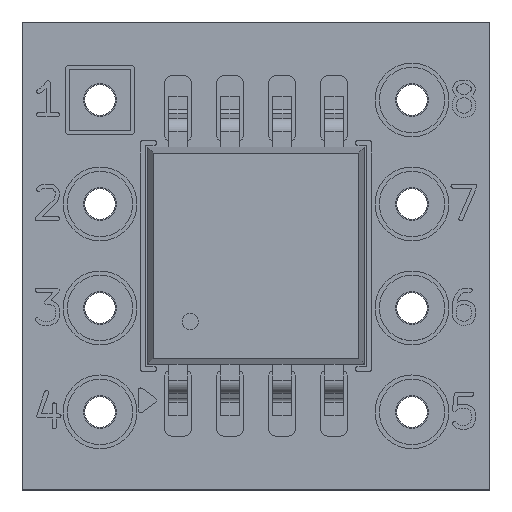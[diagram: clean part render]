
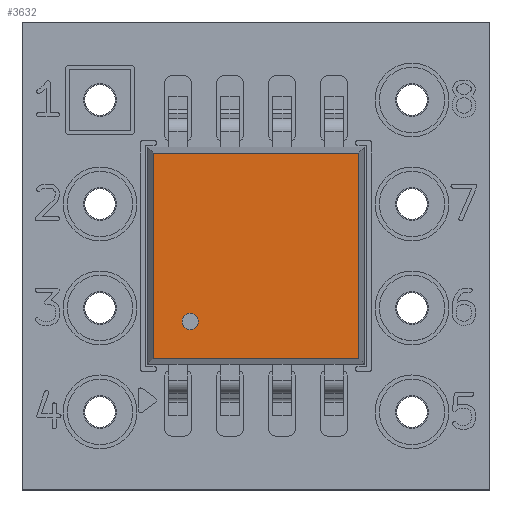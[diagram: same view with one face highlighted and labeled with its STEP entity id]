
A CAD part, top view. The second image highlights one B-rep face of the part: STEP entity #3632.
In plain terms, the highlighted planar face has unit normal (0, 0, 1).
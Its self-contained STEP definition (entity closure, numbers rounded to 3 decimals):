
#1993 = VERTEX_POINT('',#1994);
#1994 = CARTESIAN_POINT('',(2.508,2.508,2.16));
#1999 = EDGE_CURVE('',#2000,#1993,#2002,.T.);
#2000 = VERTEX_POINT('',#2001);
#2001 = CARTESIAN_POINT('',(2.508,-2.508,2.16));
#2002 = LINE('',#2003,#2004);
#2003 = CARTESIAN_POINT('',(2.508,-2.508,2.16));
#2004 = VECTOR('',#2005,1.);
#2005 = DIRECTION('',(0.,1.,0.));
#2022 = VERTEX_POINT('',#2023);
#2023 = CARTESIAN_POINT('',(-2.508,2.508,2.16));
#2028 = EDGE_CURVE('',#1993,#2022,#2029,.T.);
#2029 = LINE('',#2030,#2031);
#2030 = CARTESIAN_POINT('',(2.508,2.508,2.16));
#2031 = VECTOR('',#2032,1.);
#2032 = DIRECTION('',(-1.,0.,0.));
#2073 = VERTEX_POINT('',#2074);
#2074 = CARTESIAN_POINT('',(-2.508,-2.508,2.16));
#2079 = EDGE_CURVE('',#2022,#2073,#2080,.T.);
#2080 = LINE('',#2081,#2082);
#2081 = CARTESIAN_POINT('',(-2.508,2.508,2.16));
#2082 = VECTOR('',#2083,1.);
#2083 = DIRECTION('',(0.,-1.,0.));
#2696 = EDGE_CURVE('',#2073,#2000,#2697,.T.);
#2697 = LINE('',#2698,#2699);
#2698 = CARTESIAN_POINT('',(-2.508,-2.508,2.16));
#2699 = VECTOR('',#2700,1.);
#2700 = DIRECTION('',(1.,0.,0.));
#3632 = ADVANCED_FACE('',(#3633,#3639),#3650,.F.);
#3633 = FACE_BOUND('',#3634,.F.);
#3634 = EDGE_LOOP('',(#3635,#3636,#3637,#3638));
#3635 = ORIENTED_EDGE('',*,*,#2079,.F.);
#3636 = ORIENTED_EDGE('',*,*,#2028,.F.);
#3637 = ORIENTED_EDGE('',*,*,#1999,.F.);
#3638 = ORIENTED_EDGE('',*,*,#2696,.F.);
#3639 = FACE_BOUND('',#3640,.F.);
#3640 = EDGE_LOOP('',(#3641));
#3641 = ORIENTED_EDGE('',*,*,#3642,.F.);
#3642 = EDGE_CURVE('',#3643,#3643,#3645,.T.);
#3643 = VERTEX_POINT('',#3644);
#3644 = CARTESIAN_POINT('',(-1.608,1.408,2.16));
#3645 = CIRCLE('',#3646,0.2);
#3646 = AXIS2_PLACEMENT_3D('',#3647,#3648,#3649);
#3647 = CARTESIAN_POINT('',(-1.608,1.608,2.16));
#3648 = DIRECTION('',(0.,-0.,-1.));
#3649 = DIRECTION('',(0.,-1.,0.));
#3650 = PLANE('',#3651);
#3651 = AXIS2_PLACEMENT_3D('',#3652,#3653,#3654);
#3652 = CARTESIAN_POINT('',(-2.508,2.508,2.16));
#3653 = DIRECTION('',(0.,0.,-1.));
#3654 = DIRECTION('',(0.707,-0.707,0.));
